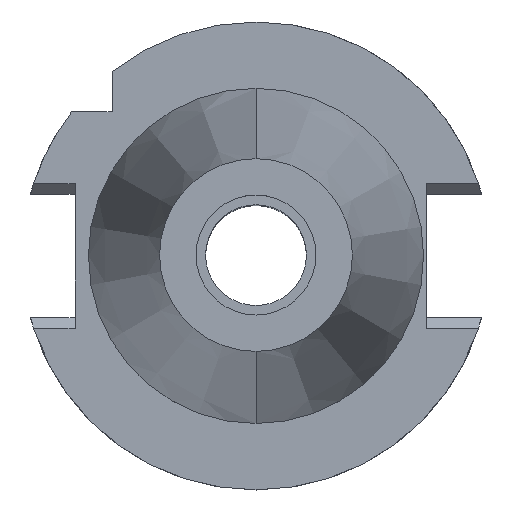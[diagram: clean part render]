
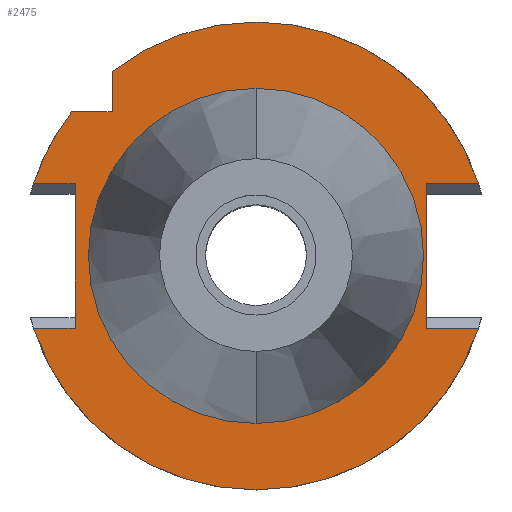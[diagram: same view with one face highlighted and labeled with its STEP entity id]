
A CAD part, top view. The second image highlights one B-rep face of the part: STEP entity #2475.
In plain terms, the highlighted planar face has unit normal (0, 0, 1).
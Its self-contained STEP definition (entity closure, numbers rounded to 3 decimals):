
#707=DIRECTION('',(0.,-1.,0.));
#708=VECTOR('',#707,30.1);
#709=CARTESIAN_POINT('',(-37.7,15.05,-1.5));
#710=LINE('',#709,#708);
#770=DIRECTION('',(-1.,0.,0.));
#771=VECTOR('',#770,8.426);
#772=CARTESIAN_POINT('',(-30.,30.,-1.5));
#773=LINE('',#772,#771);
#794=DIRECTION('',(0.,1.,0.));
#795=VECTOR('',#794,8.426);
#796=CARTESIAN_POINT('',(-30.,30.,-1.5));
#797=LINE('',#796,#795);
#801=CARTESIAN_POINT('',(0.,0.,-1.5));
#802=DIRECTION('',(0.,0.,-1.));
#803=DIRECTION('',(-0.615,0.788,0.));
#804=AXIS2_PLACEMENT_3D('',#801,#802,#803);
#809=CARTESIAN_POINT('',(0.,0.,-1.5));
#810=DIRECTION('',(0.,0.,-1.));
#811=DIRECTION('',(0.,1.,0.));
#812=AXIS2_PLACEMENT_3D('',#809,#810,#811);
#817=DIRECTION('',(0.,-1.,0.));
#818=VECTOR('',#817,30.1);
#819=CARTESIAN_POINT('',(35.5,15.05,-1.5));
#820=LINE('',#819,#818);
#824=DIRECTION('',(1.,0.,0.));
#825=VECTOR('',#824,10.869);
#826=CARTESIAN_POINT('',(35.5,-15.05,-1.5));
#827=LINE('',#826,#825);
#831=CARTESIAN_POINT('',(0.,0.,-1.5));
#832=DIRECTION('',(0.,0.,-1.));
#833=DIRECTION('',(0.951,-0.309,0.));
#834=AXIS2_PLACEMENT_3D('',#831,#832,#833);
#839=CARTESIAN_POINT('',(0.,0.,-1.5));
#840=DIRECTION('',(0.,0.,-1.));
#841=DIRECTION('',(0.,-1.,0.));
#842=AXIS2_PLACEMENT_3D('',#839,#840,#841);
#847=DIRECTION('',(-1.,0.,0.));
#848=VECTOR('',#847,8.669);
#849=CARTESIAN_POINT('',(-37.7,15.05,-1.5));
#850=LINE('',#849,#848);
#854=CARTESIAN_POINT('',(0.,0.,-1.5));
#855=DIRECTION('',(0.,0.,-1.));
#856=DIRECTION('',(-0.951,0.309,0.));
#857=AXIS2_PLACEMENT_3D('',#854,#855,#856);
#862=CARTESIAN_POINT('',(0.,0.,-1.5));
#863=DIRECTION('',(0.,0.,1.));
#864=DIRECTION('',(0.,-1.,0.));
#865=AXIS2_PLACEMENT_3D('',#862,#863,#864);
#870=CARTESIAN_POINT('',(0.,0.,-1.5));
#871=DIRECTION('',(0.,0.,1.));
#872=DIRECTION('',(0.,1.,0.));
#873=AXIS2_PLACEMENT_3D('',#870,#871,#872);
#895=CARTESIAN_POINT('',(46.369,15.05,-1.5));
#1061=DIRECTION('',(1.,0.,0.));
#1062=VECTOR('',#1061,10.869);
#1063=CARTESIAN_POINT('',(35.5,15.05,-1.5));
#1064=LINE('',#1063,#1062);
#1071=CARTESIAN_POINT('',(-46.369,-15.05,-1.5));
#1105=DIRECTION('',(-1.,0.,0.));
#1106=VECTOR('',#1105,8.669);
#1107=CARTESIAN_POINT('',(-37.7,-15.05,-1.5));
#1108=LINE('',#1107,#1106);
#1596=CARTESIAN_POINT('',(-30.,38.426,-1.5));
#1597=VERTEX_POINT('',#1596);
#1598=CARTESIAN_POINT('',(-30.,30.,-1.5));
#1599=VERTEX_POINT('',#1598);
#1629=CARTESIAN_POINT('',(-37.7,15.05,-1.5));
#1630=VERTEX_POINT('',#1629);
#1631=CARTESIAN_POINT('',(-37.7,-15.05,-1.5));
#1632=VERTEX_POINT('',#1631);
#1689=VERTEX_POINT('',#1071);
#1690=CARTESIAN_POINT('',(0.,-48.75,-1.5));
#1691=VERTEX_POINT('',#1690);
#1692=CARTESIAN_POINT('',(46.369,-15.05,-1.5));
#1693=VERTEX_POINT('',#1692);
#1697=VERTEX_POINT('',#895);
#1698=CARTESIAN_POINT('',(0.,48.75,-1.5));
#1699=VERTEX_POINT('',#1698);
#1700=CARTESIAN_POINT('',(-38.426,30.,-1.5));
#1701=VERTEX_POINT('',#1700);
#1702=CARTESIAN_POINT('',(-46.369,15.05,-1.5));
#1703=VERTEX_POINT('',#1702);
#1704=CARTESIAN_POINT('',(35.5,15.05,-1.5));
#1705=VERTEX_POINT('',#1704);
#1706=CARTESIAN_POINT('',(35.5,-15.05,-1.5));
#1707=VERTEX_POINT('',#1706);
#1708=CARTESIAN_POINT('',(0.,-34.925,-1.5));
#1709=CARTESIAN_POINT('',(0.,34.925,-1.5));
#1710=VERTEX_POINT('',#1708);
#1711=VERTEX_POINT('',#1709);
#2440=CARTESIAN_POINT('',(0.,0.,-1.5));
#2441=DIRECTION('',(0.,0.,-1.));
#2442=DIRECTION('',(0.,-1.,0.));
#2443=AXIS2_PLACEMENT_3D('',#2440,#2441,#2442);
#2444=PLANE('',#2443);
#2445=ORIENTED_EDGE('',*,*,#2220,.T.);
#2447=ORIENTED_EDGE('',*,*,#2446,.T.);
#2449=ORIENTED_EDGE('',*,*,#2448,.T.);
#2451=ORIENTED_EDGE('',*,*,#2450,.F.);
#2452=ORIENTED_EDGE('',*,*,#2280,.T.);
#2454=ORIENTED_EDGE('',*,*,#2453,.T.);
#2456=ORIENTED_EDGE('',*,*,#2455,.T.);
#2458=ORIENTED_EDGE('',*,*,#2457,.T.);
#2460=ORIENTED_EDGE('',*,*,#2459,.F.);
#2461=ORIENTED_EDGE('',*,*,#2367,.F.);
#2463=ORIENTED_EDGE('',*,*,#2462,.T.);
#2465=ORIENTED_EDGE('',*,*,#2464,.T.);
#2466=ORIENTED_EDGE('',*,*,#2422,.F.);
#2467=EDGE_LOOP('',(#2445,#2447,#2449,#2451,#2452,#2454,#2456,#2458,#2460,#2461,
#2463,#2465,#2466));
#2468=FACE_OUTER_BOUND('',#2467,.F.);
#2470=ORIENTED_EDGE('',*,*,#2469,.T.);
#2472=ORIENTED_EDGE('',*,*,#2471,.T.);
#2473=EDGE_LOOP('',(#2470,#2472));
#2474=FACE_BOUND('',#2473,.F.);
#805=CIRCLE('',#804,48.75);
#813=CIRCLE('',#812,48.75);
#835=CIRCLE('',#834,48.75);
#843=CIRCLE('',#842,48.75);
#858=CIRCLE('',#857,48.75);
#866=CIRCLE('',#865,34.925);
#874=CIRCLE('',#873,34.925);
#2220=EDGE_CURVE('',#1599,#1597,#797,.T.);
#2280=EDGE_CURVE('',#1705,#1707,#820,.T.);
#2367=EDGE_CURVE('',#1630,#1632,#710,.T.);
#2422=EDGE_CURVE('',#1599,#1701,#773,.T.);
#2446=EDGE_CURVE('',#1597,#1699,#805,.T.);
#2448=EDGE_CURVE('',#1699,#1697,#813,.T.);
#2450=EDGE_CURVE('',#1705,#1697,#1064,.T.);
#2453=EDGE_CURVE('',#1707,#1693,#827,.T.);
#2455=EDGE_CURVE('',#1693,#1691,#835,.T.);
#2457=EDGE_CURVE('',#1691,#1689,#843,.T.);
#2459=EDGE_CURVE('',#1632,#1689,#1108,.T.);
#2462=EDGE_CURVE('',#1630,#1703,#850,.T.);
#2464=EDGE_CURVE('',#1703,#1701,#858,.T.);
#2469=EDGE_CURVE('',#1710,#1711,#866,.T.);
#2471=EDGE_CURVE('',#1711,#1710,#874,.T.);
#2475=ADVANCED_FACE('',(#2468,#2474),#2444,.F.);
